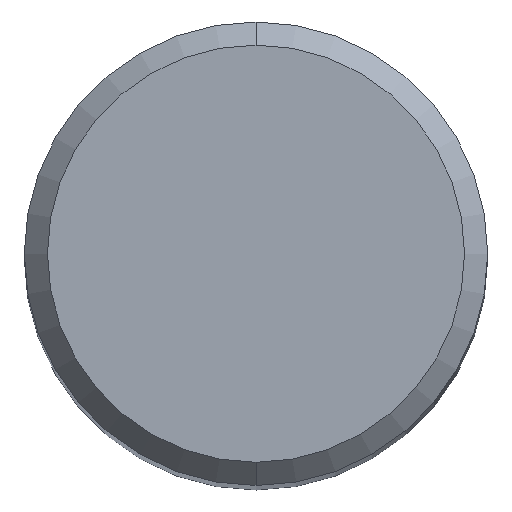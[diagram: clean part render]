
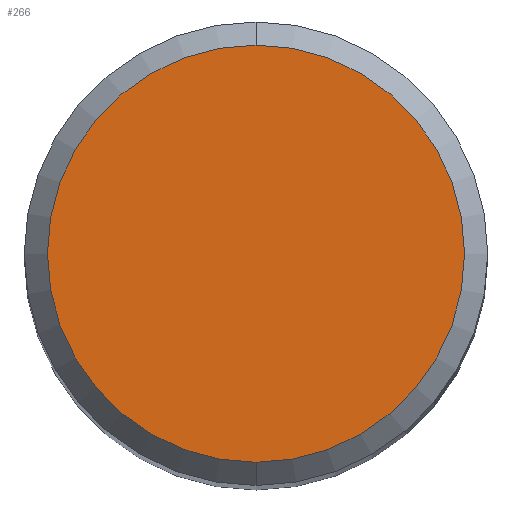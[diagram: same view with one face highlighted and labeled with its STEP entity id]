
A CAD part, top view. The second image highlights one B-rep face of the part: STEP entity #266.
In plain terms, the highlighted planar face has unit normal (0, 0, 1).
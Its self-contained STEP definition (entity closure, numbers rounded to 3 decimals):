
#178=EDGE_CURVE('',#184,#366,#480,.T.);
#184=VERTEX_POINT('',#486);
#266=ADVANCED_FACE('',(#575),#576,.T.);
#348=EDGE_CURVE('',#366,#184,#667,.T.);
#366=VERTEX_POINT('',#687);
#480=CIRCLE('',#820,4.5);
#486=CARTESIAN_POINT('',(0.,-4.5,0.0));
#575=FACE_OUTER_BOUND('',#992,.T.);
#576=PLANE('',#993);
#667=CIRCLE('',#1186,4.5);
#687=CARTESIAN_POINT('',(0.0,4.5,0.0));
#820=AXIS2_PLACEMENT_3D('',#1461,#1462,#1463);
#992=EDGE_LOOP('',(#1562,#1563));
#993=AXIS2_PLACEMENT_3D('',#1564,#1565,#1566);
#1186=AXIS2_PLACEMENT_3D('',#1656,#1657,#1658);
#1461=CARTESIAN_POINT('',(0.0,0.0,0.0));
#1462=DIRECTION('',(0.0,0.0,-1.0));
#1463=DIRECTION('',(0.0,1.0,0.0));
#1562=ORIENTED_EDGE('',*,*,#348,.F.);
#1563=ORIENTED_EDGE('',*,*,#178,.F.);
#1564=CARTESIAN_POINT('',(0.0,2.25,0.0));
#1565=DIRECTION('',(-0.0,0.0,1.0));
#1566=DIRECTION('',(0.0,-1.0,0.0));
#1656=CARTESIAN_POINT('',(0.0,0.0,0.0));
#1657=DIRECTION('',(0.0,0.0,-1.0));
#1658=DIRECTION('',(0.0,1.0,0.0));
